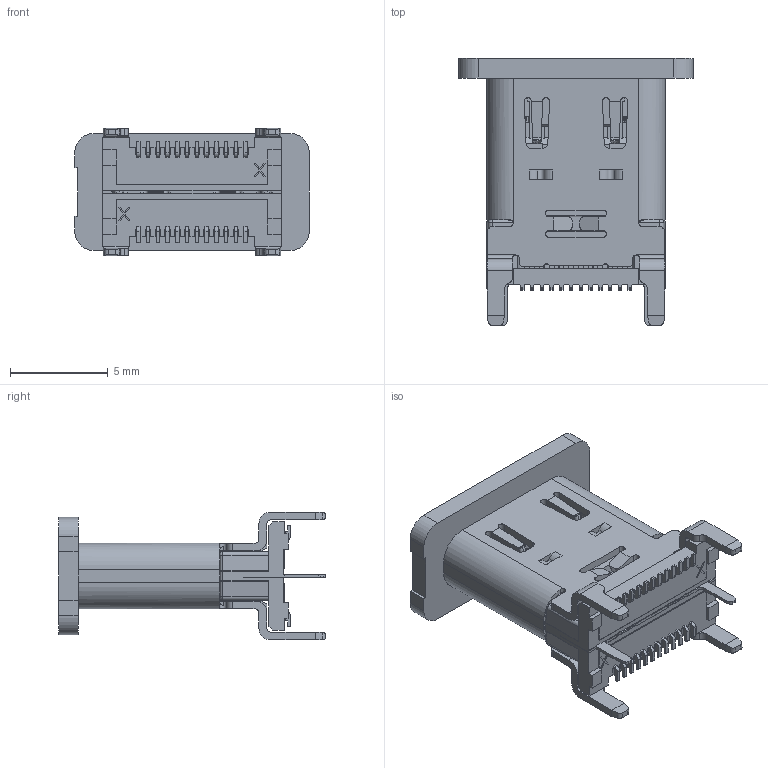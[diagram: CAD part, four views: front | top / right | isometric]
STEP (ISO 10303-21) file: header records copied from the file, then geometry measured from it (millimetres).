
FILE_DESCRIPTION((''),'2;1');
FILE_NAME('S-31890-0247X-001_ASM','2019-04-01T',('t00317'),(''),'PRO/ENGINEER BY PARAMETRIC TECHNOLOGY CORPORATION, 2013050','PRO/ENGINEER BY PARAMETRIC TECHNOLOGY CORPORATION, 2013050','');
FILE_SCHEMA(('CONFIG_CONTROL_DESIGN'));
Products named in the file (3): S-31890-024XX-001; CAP_1; S-31890-0247X-001_ASM
Assembly tree (2 placements, depth 2):
  S-31890-0247X-001_ASM
    S-31890-024XX-001
    CAP_1
Bounding box: 12 x 13.65 x 6.54 mm (x, y, z)
Volume: 321.1 mm3; surface area: 1232 mm2
Topology: 2 solids, 64 shells, 3075 faces, 8777 edges, 5806 vertices
Faces by surface type: plane 2478, cylinder 523, bspline 24, torus 18, sphere 16, cone 16
Entity records: 100026 total; most frequent: CARTESIAN_POINT 19404, ORIENTED_EDGE 17234, DIRECTION 15727, EDGE_CURVE 8617, VECTOR 7401, LINE 7401, VERTEX_POINT 5662, AXIS2_PLACEMENT_3D 4163
